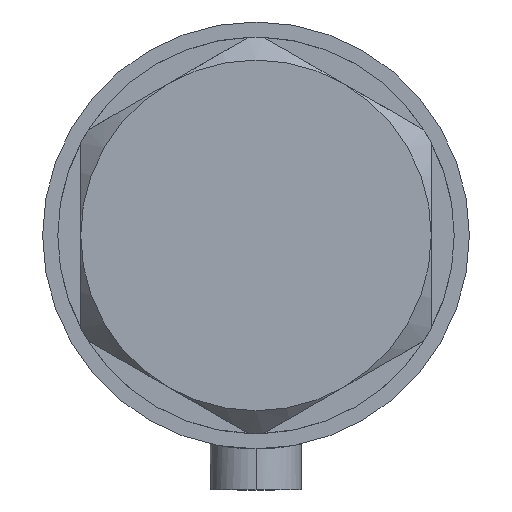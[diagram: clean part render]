
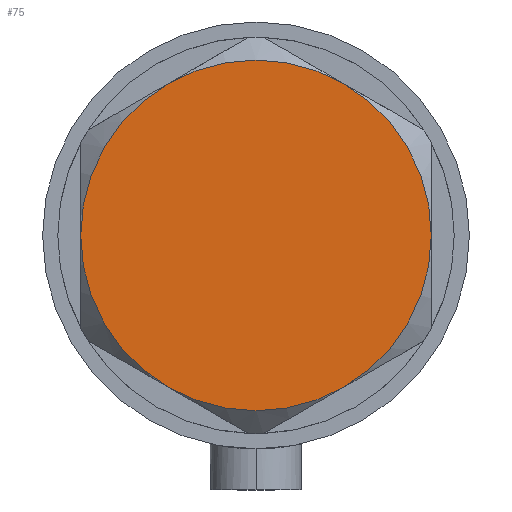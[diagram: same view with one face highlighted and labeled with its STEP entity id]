
A CAD part, left-side view. The second image highlights one B-rep face of the part: STEP entity #75.
In plain terms, the highlighted face is planar.
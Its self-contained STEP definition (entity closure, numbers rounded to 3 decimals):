
#53 = DIRECTION ( 'NONE',  ( 1., 0., 0. ) ) ;
#59 = EDGE_CURVE ( 'NONE', #2806, #2159, #2898, .T. ) ;
#75 = ADVANCED_FACE ( 'NONE', ( #3105 ), #372, .T. ) ;
#119 = CARTESIAN_POINT ( 'NONE',  ( 0., 0., 7. ) ) ;
#235 = AXIS2_PLACEMENT_3D ( 'NONE', #975, #2968, #1581 ) ;
#277 = AXIS2_PLACEMENT_3D ( 'NONE', #1666, #1411, #1426 ) ;
#372 = PLANE ( 'NONE',  #1348 ) ;
#433 = DIRECTION ( 'NONE',  ( 1., 0., 0. ) ) ;
#523 = AXIS2_PLACEMENT_3D ( 'NONE', #2007, #1487, #2829 ) ;
#595 = AXIS2_PLACEMENT_3D ( 'NONE', #1511, #2574, #2282 ) ;
#605 = EDGE_CURVE ( 'NONE', #3419, #2665, #1874, .T. ) ;
#794 = CARTESIAN_POINT ( 'NONE',  ( -23., 0., 7. ) ) ;
#844 = EDGE_CURVE ( 'NONE', #2325, #2806, #2210, .T. ) ;
#871 = DIRECTION ( 'NONE',  ( 1., 0., 0. ) ) ;
#907 = CARTESIAN_POINT ( 'NONE',  ( 0., 0., 7. ) ) ;
#948 = AXIS2_PLACEMENT_3D ( 'NONE', #907, #3119, #53 ) ;
#956 = ORIENTED_EDGE ( 'NONE', *, *, #605, .T. ) ;
#975 = CARTESIAN_POINT ( 'NONE',  ( 0., 0., 7. ) ) ;
#1002 = ORIENTED_EDGE ( 'NONE', *, *, #1716, .T. ) ;
#1082 = CARTESIAN_POINT ( 'NONE',  ( -11.5, -19.919, 7. ) ) ;
#1174 = CARTESIAN_POINT ( 'NONE',  ( 0., 0., 7. ) ) ;
#1205 = ORIENTED_EDGE ( 'NONE', *, *, #59, .T. ) ;
#1240 = AXIS2_PLACEMENT_3D ( 'NONE', #119, #3457, #433 ) ;
#1258 = CARTESIAN_POINT ( 'NONE',  ( 11.5, -19.919, 7. ) ) ;
#1308 = CIRCLE ( 'NONE', #235, 23. ) ;
#1348 = AXIS2_PLACEMENT_3D ( 'NONE', #1174, #3086, #871 ) ;
#1411 = DIRECTION ( 'NONE',  ( 0., 0., 1. ) ) ;
#1426 = DIRECTION ( 'NONE',  ( 1., 0., 0. ) ) ;
#1452 = CARTESIAN_POINT ( 'NONE',  ( 11.5, 19.919, 7. ) ) ;
#1466 = CIRCLE ( 'NONE', #948, 23. ) ;
#1487 = DIRECTION ( 'NONE',  ( 0., 0., 1. ) ) ;
#1511 = CARTESIAN_POINT ( 'NONE',  ( 0., 0., 7. ) ) ;
#1581 = DIRECTION ( 'NONE',  ( 1., 0., 0. ) ) ;
#1666 = CARTESIAN_POINT ( 'NONE',  ( 0., 0., 7. ) ) ;
#1716 = EDGE_CURVE ( 'NONE', #2159, #3216, #1466, .T. ) ;
#1809 = ORIENTED_EDGE ( 'NONE', *, *, #2121, .T. ) ;
#1874 = CIRCLE ( 'NONE', #277, 23. ) ;
#2007 = CARTESIAN_POINT ( 'NONE',  ( 0., 0., 7. ) ) ;
#2121 = EDGE_CURVE ( 'NONE', #2665, #2325, #3027, .T. ) ;
#2159 = VERTEX_POINT ( 'NONE', #1452 ) ;
#2210 = CIRCLE ( 'NONE', #1240, 23. ) ;
#2282 = DIRECTION ( 'NONE',  ( 1., 0., 0. ) ) ;
#2293 = EDGE_CURVE ( 'NONE', #3216, #3419, #1308, .T. ) ;
#2325 = VERTEX_POINT ( 'NONE', #1258 ) ;
#2385 = ORIENTED_EDGE ( 'NONE', *, *, #844, .T. ) ;
#2574 = DIRECTION ( 'NONE',  ( 0., 0., 1. ) ) ;
#2665 = VERTEX_POINT ( 'NONE', #1082 ) ;
#2806 = VERTEX_POINT ( 'NONE', #3418 ) ;
#2829 = DIRECTION ( 'NONE',  ( 1., 0., 0. ) ) ;
#2898 = CIRCLE ( 'NONE', #523, 23. ) ;
#2968 = DIRECTION ( 'NONE',  ( 0., 0., 1. ) ) ;
#3027 = CIRCLE ( 'NONE', #595, 23. ) ;
#3086 = DIRECTION ( 'NONE',  ( 0., 0., 1. ) ) ;
#3105 = FACE_OUTER_BOUND ( 'NONE', #3111, .T. ) ;
#3111 = EDGE_LOOP ( 'NONE', ( #2385, #1205, #1002, #3291, #956, #1809 ) ) ;
#3119 = DIRECTION ( 'NONE',  ( 0., 0., 1. ) ) ;
#3216 = VERTEX_POINT ( 'NONE', #3332 ) ;
#3291 = ORIENTED_EDGE ( 'NONE', *, *, #2293, .T. ) ;
#3332 = CARTESIAN_POINT ( 'NONE',  ( -11.5, 19.919, 7. ) ) ;
#3418 = CARTESIAN_POINT ( 'NONE',  ( 23., 0., 7. ) ) ;
#3419 = VERTEX_POINT ( 'NONE', #794 ) ;
#3457 = DIRECTION ( 'NONE',  ( 0., 0., 1. ) ) ;
